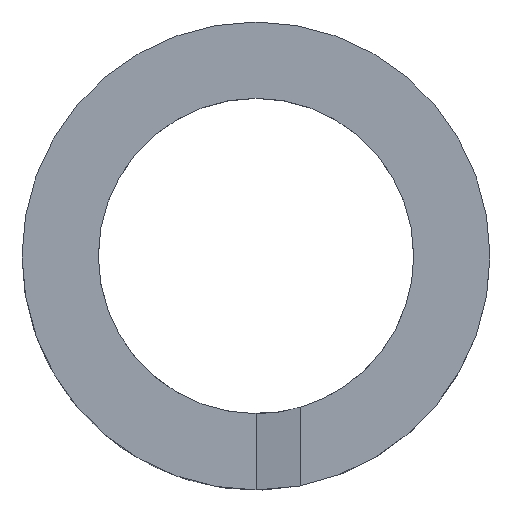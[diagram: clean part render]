
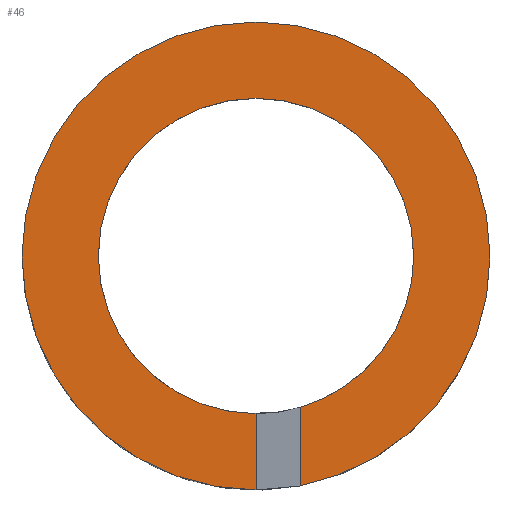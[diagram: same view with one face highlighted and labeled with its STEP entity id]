
A CAD part, top view. The second image highlights one B-rep face of the part: STEP entity #46.
In plain terms, the highlighted planar face has unit normal (0, 0, 1).
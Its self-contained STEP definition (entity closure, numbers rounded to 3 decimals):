
#2 = EDGE_CURVE ( 'NONE', #6, #21, #144, .T. ) ;
#6 = VERTEX_POINT ( 'NONE', #136 ) ;
#8 = EDGE_CURVE ( 'NONE', #42, #20, #134, .T. ) ;
#20 = VERTEX_POINT ( 'NONE', #174 ) ;
#21 = VERTEX_POINT ( 'NONE', #179 ) ;
#22 = EDGE_CURVE ( 'NONE', #20, #24, #177, .T. ) ;
#24 = VERTEX_POINT ( 'NONE', #119 ) ;
#42 = VERTEX_POINT ( 'NONE', #155 ) ;
#46 = ADVANCED_FACE ( 'NONE', ( #154 ), #236, .T. ) ;
#47 = EDGE_LOOP ( 'NONE', ( #48, #75, #92, #93, #94, #85, #86, #87 ) ) ;
#48 = ORIENTED_EDGE ( 'NONE', *, *, #49, .F. ) ;
#49 = EDGE_CURVE ( 'NONE', #104, #50, #235, .T. ) ;
#50 = VERTEX_POINT ( 'NONE', #150 ) ;
#75 = ORIENTED_EDGE ( 'NONE', *, *, #99, .T. ) ;
#76 = EDGE_CURVE ( 'NONE', #21, #84, #203, .T. ) ;
#84 = VERTEX_POINT ( 'NONE', #315 ) ;
#85 = ORIENTED_EDGE ( 'NONE', *, *, #22, .F. ) ;
#86 = ORIENTED_EDGE ( 'NONE', *, *, #8, .F. ) ;
#87 = ORIENTED_EDGE ( 'NONE', *, *, #88, .F. ) ;
#88 = EDGE_CURVE ( 'NONE', #50, #42, #258, .T. ) ;
#92 = ORIENTED_EDGE ( 'NONE', *, *, #2, .T. ) ;
#93 = ORIENTED_EDGE ( 'NONE', *, *, #76, .T. ) ;
#94 = ORIENTED_EDGE ( 'NONE', *, *, #95, .T. ) ;
#95 = EDGE_CURVE ( 'NONE', #84, #24, #248, .T. ) ;
#99 = EDGE_CURVE ( 'NONE', #104, #6, #243, .T. ) ;
#104 = VERTEX_POINT ( 'NONE', #385 ) ;
#119 = CARTESIAN_POINT ( 'NONE',  ( 0., -4.34, 0. ) ) ;
#128 = DIRECTION ( 'NONE',  ( 1., 0., 0. ) ) ;
#129 = DIRECTION ( 'NONE',  ( 0., 0., 1. ) ) ;
#130 = CARTESIAN_POINT ( 'NONE',  ( 0., 0., 0. ) ) ;
#131 = DIRECTION ( 'NONE',  ( 0., 0., 1. ) ) ;
#132 = CARTESIAN_POINT ( 'NONE',  ( 0., 0., 0. ) ) ;
#133 = AXIS2_PLACEMENT_3D ( 'NONE', #132, #131, #238 ) ;
#134 = CIRCLE ( 'NONE', #133, 4.34 ) ;
#136 = CARTESIAN_POINT ( 'NONE',  ( 6.44, 0., 0. ) ) ;
#144 = CIRCLE ( 'NONE', #215, 6.44 ) ;
#145 = DIRECTION ( 'NONE',  ( 0., 0., 1. ) ) ;
#146 = CARTESIAN_POINT ( 'NONE',  ( 0., 0., 0. ) ) ;
#150 = CARTESIAN_POINT ( 'NONE',  ( 1.212, -4.167, 0. ) ) ;
#151 = DIRECTION ( 'NONE',  ( 0., 1., 0. ) ) ;
#152 = VECTOR ( 'NONE', #151, 1000. ) ;
#153 = CARTESIAN_POINT ( 'NONE',  ( 1.212, -6.44, 0. ) ) ;
#154 = FACE_OUTER_BOUND ( 'NONE', #47, .T. ) ;
#155 = CARTESIAN_POINT ( 'NONE',  ( 4.34, 0., 0. ) ) ;
#174 = CARTESIAN_POINT ( 'NONE',  ( -4.34, 0., 0. ) ) ;
#176 = AXIS2_PLACEMENT_3D ( 'NONE', #130, #129, #128 ) ;
#177 = CIRCLE ( 'NONE', #176, 4.34 ) ;
#179 = CARTESIAN_POINT ( 'NONE',  ( -6.44, 0., 0. ) ) ;
#199 = DIRECTION ( 'NONE',  ( 1., 0., 0. ) ) ;
#200 = DIRECTION ( 'NONE',  ( 0., 0., 1. ) ) ;
#201 = CARTESIAN_POINT ( 'NONE',  ( 0., 0., 0. ) ) ;
#202 = AXIS2_PLACEMENT_3D ( 'NONE', #201, #200, #199 ) ;
#203 = CIRCLE ( 'NONE', #202, 6.44 ) ;
#215 = AXIS2_PLACEMENT_3D ( 'NONE', #146, #145, #216 ) ;
#216 = DIRECTION ( 'NONE',  ( 1., 0., 0. ) ) ;
#231 = DIRECTION ( 'NONE',  ( 1., 0., 0. ) ) ;
#232 = DIRECTION ( 'NONE',  ( 0., 0., 1. ) ) ;
#233 = CARTESIAN_POINT ( 'NONE',  ( 0., 0., 0. ) ) ;
#234 = AXIS2_PLACEMENT_3D ( 'NONE', #233, #232, #231 ) ;
#235 = LINE ( 'NONE', #153, #152 ) ;
#236 = PLANE ( 'NONE',  #234 ) ;
#238 = DIRECTION ( 'NONE',  ( 1., 0., 0. ) ) ;
#239 = DIRECTION ( 'NONE',  ( 1., 0., 0. ) ) ;
#240 = DIRECTION ( 'NONE',  ( 0., 0., 1. ) ) ;
#241 = CARTESIAN_POINT ( 'NONE',  ( 0., 0., 0. ) ) ;
#242 = AXIS2_PLACEMENT_3D ( 'NONE', #241, #240, #239 ) ;
#243 = CIRCLE ( 'NONE', #242, 6.44 ) ;
#245 = DIRECTION ( 'NONE',  ( 0., 1., 0. ) ) ;
#246 = VECTOR ( 'NONE', #245, 1000. ) ;
#247 = CARTESIAN_POINT ( 'NONE',  ( 0., -6.44, 0. ) ) ;
#248 = LINE ( 'NONE', #247, #246 ) ;
#254 = DIRECTION ( 'NONE',  ( 1., 0., 0. ) ) ;
#255 = DIRECTION ( 'NONE',  ( 0., 0., 1. ) ) ;
#256 = CARTESIAN_POINT ( 'NONE',  ( 0., 0., 0. ) ) ;
#257 = AXIS2_PLACEMENT_3D ( 'NONE', #256, #255, #254 ) ;
#258 = CIRCLE ( 'NONE', #257, 4.34 ) ;
#315 = CARTESIAN_POINT ( 'NONE',  ( 0., -6.44, 0. ) ) ;
#385 = CARTESIAN_POINT ( 'NONE',  ( 1.212, -6.325, 0. ) ) ;
